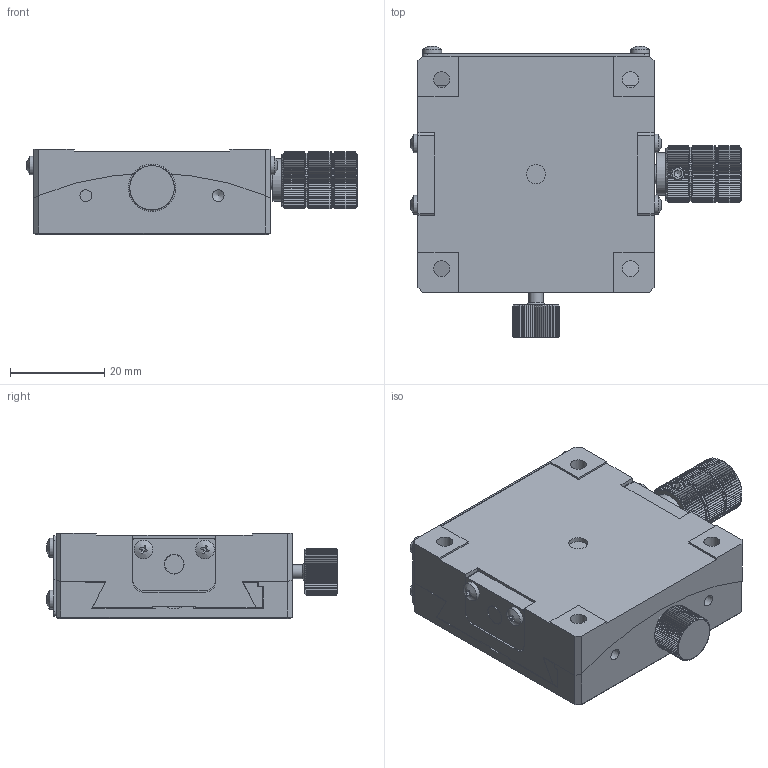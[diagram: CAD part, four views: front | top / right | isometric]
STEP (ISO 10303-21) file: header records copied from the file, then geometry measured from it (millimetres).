
FILE_DESCRIPTION (( 'STEP AP203' ), '1' );
FILE_NAME ('528938.STEP', '2024-11-12T09:33:31', ( 'Windows User' ), ( 'P R C' ), 'SwSTEP 2.0', 'SolidWorks 2020', '' );
FILE_SCHEMA (( 'CONFIG_CONTROL_DESIGN' ));
Products named in the file (1): 528938
Bounding box: 70.08 x 61.68 x 18 mm (x, y, z)
Volume: 43262.3 mm3; surface area: 26423.6 mm2
Topology: 21 solids, 21 shells, 2057 faces, 5367 edges, 3389 vertices
Faces by surface type: plane 1079, cylinder 583, cone 305, bspline 90
Full cylindrical faces by diameter (mm): 1.6 x8, 2 x8, 2.3 x4, 2.5 x14, 3 x2, 3.4 x4, 4 x15, 4.2 x2, 5.5 x4, 6 x6, 7.5 x6, 9 x5, 10 x1, 10.8 x2
Entity records: 68703 total; most frequent: CARTESIAN_POINT 20006, ORIENTED_EDGE 10408, DIRECTION 9680, EDGE_CURVE 5204, AXIS2_PLACEMENT_3D 3477, VERTEX_POINT 3342, LINE 2726, VECTOR 2726
